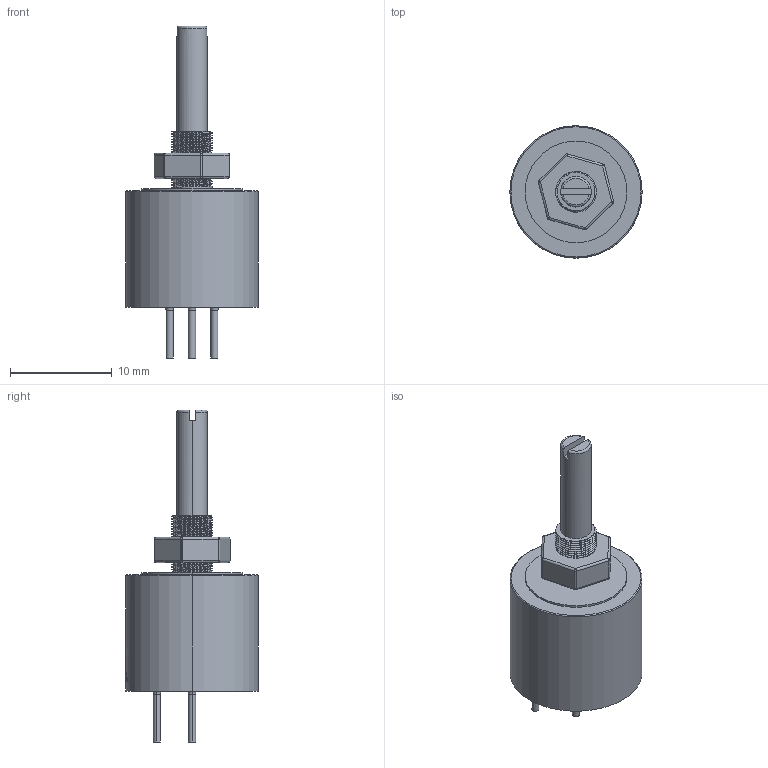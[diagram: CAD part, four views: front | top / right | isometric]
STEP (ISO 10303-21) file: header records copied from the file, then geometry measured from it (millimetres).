
FILE_DESCRIPTION (( 'STEP AP214' ), '1' );
FILE_NAME ('RES-ADJ-TH_3P-BD13.0_WI-11-102.STEP', '2022-09-03T13:22:13', ( '' ), ( '' ), 'SwSTEP 2.0', 'SolidWorks 2020', '' );
FILE_SCHEMA (( 'AUTOMOTIVE_DESIGN' ));
Length unit declared in the file: millimetre
Products named in the file (1): RES-ADJ-TH_3P-BD13.0_WI-11-102
Bounding box: 13 x 13.01 x 32.65 mm (x, y, z)
Volume: 1722.6 mm3; surface area: 1048.8 mm2
Topology: 1 solids, 1 shells, 338 faces, 882 edges, 570 vertices
Faces by surface type: bspline 127, plane 108, cylinder 79, sphere 14, torus 10
Entity records: 18824 total; most frequent: CARTESIAN_POINT 7996, ORIENTED_EDGE 1748, DIRECTION 1037, EDGE_CURVE 874, VERTEX_POINT 566, AXIS2_PLACEMENT_3D 412, B_SPLINE_CURVE_WITH_KNOTS 407, EDGE_LOOP 366
